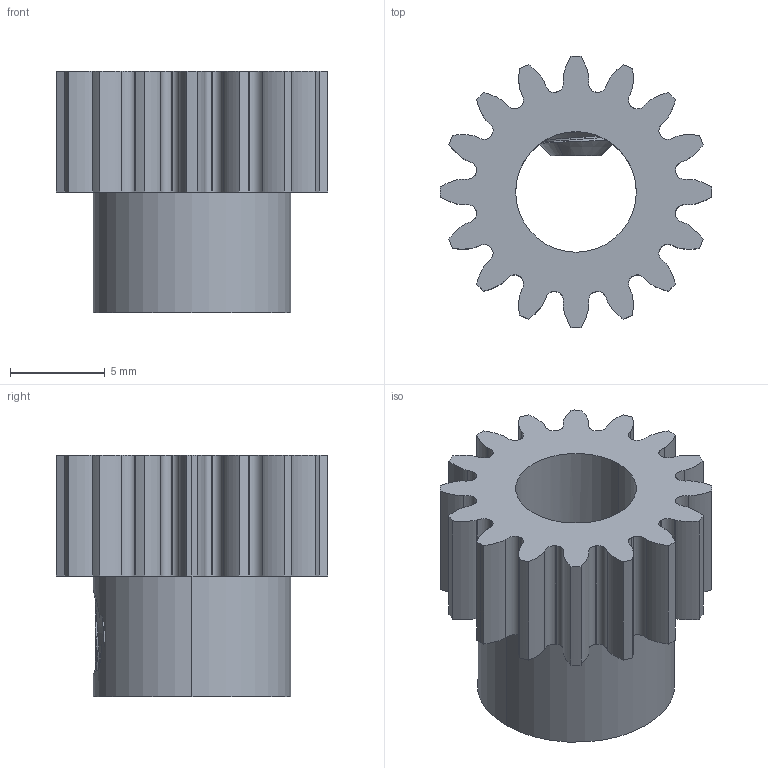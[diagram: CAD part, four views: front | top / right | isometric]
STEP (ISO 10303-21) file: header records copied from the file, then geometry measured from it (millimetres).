
FILE_DESCRIPTION (( 'STEP AP203' ), '1' );
FILE_NAME ('615242 assembly.STEP', '2016-10-04T20:23:56', ( '' ), ( '' ), 'SwSTEP 2.0', 'SolidWorks 2014', '' );
FILE_SCHEMA (( 'CONFIG_CONTROL_DESIGN' ));
Length unit declared in the file: inch
Products named in the file (3): 615242 assembly; 632134_91375A436; 615242_Gear Blank
Assembly tree (2 placements, depth 2):
  615242 assembly
    615242_Gear Blank
    632134_91375A436
Bounding box: 14.29 x 14.29 x 12.7 mm (x, y, z)
Volume: 925 mm3; surface area: 1252.5 mm2
Topology: 2 solids, 2 shells, 204 faces, 577 edges, 375 vertices
Faces by surface type: bspline 75, cylinder 65, plane 48, cone 16
Entity records: 16436 total; most frequent: CARTESIAN_POINT 11532, ORIENTED_EDGE 1146, DIRECTION 700, EDGE_CURVE 573, VERTEX_POINT 375, VECTOR 244, LINE 244, AXIS2_PLACEMENT_3D 228
